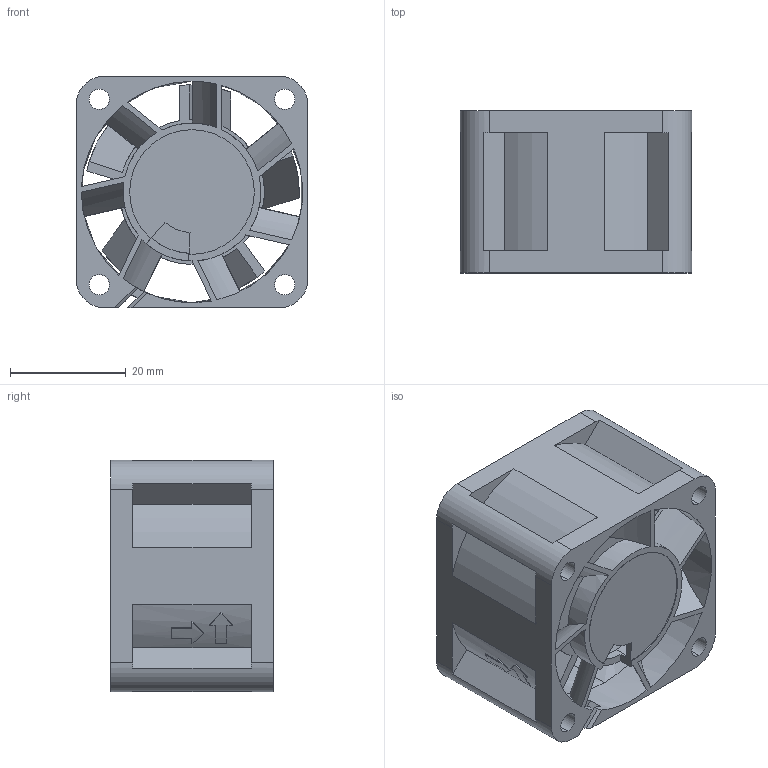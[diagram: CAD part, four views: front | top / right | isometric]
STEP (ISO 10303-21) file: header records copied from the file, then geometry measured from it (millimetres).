
FILE_DESCRIPTION (( 'STEP AP214' ), '1' );
FILE_NAME ('S4028 3D Model.STEP', '2023-10-25T05:21:37', ( '' ), ( '' ), 'SwSTEP 2.0', 'SolidWorks 2021', '' );
FILE_SCHEMA (( 'AUTOMOTIVE_DESIGN' ));
Length unit declared in the file: millimetre
Products named in the file (3): 4028_FAN_CASE; 4028 impeller; S4028 3D Model
Assembly tree (2 placements, depth 2):
  S4028 3D Model
    4028_FAN_CASE
    4028 impeller
Bounding box: 40 x 28 x 40 mm (x, y, z)
Volume: 18179.2 mm3; surface area: 16029.1 mm2
Topology: 2 solids, 2 shells, 212 faces, 593 edges, 379 vertices
Faces by surface type: plane 97, cylinder 87, cone 13, torus 8, bspline 7
Entity records: 9118 total; most frequent: CARTESIAN_POINT 2264, ORIENTED_EDGE 1186, DIRECTION 1058, EDGE_CURVE 593, AXIS2_PLACEMENT_3D 407, VERTEX_POINT 379, VECTOR 244, LINE 244
